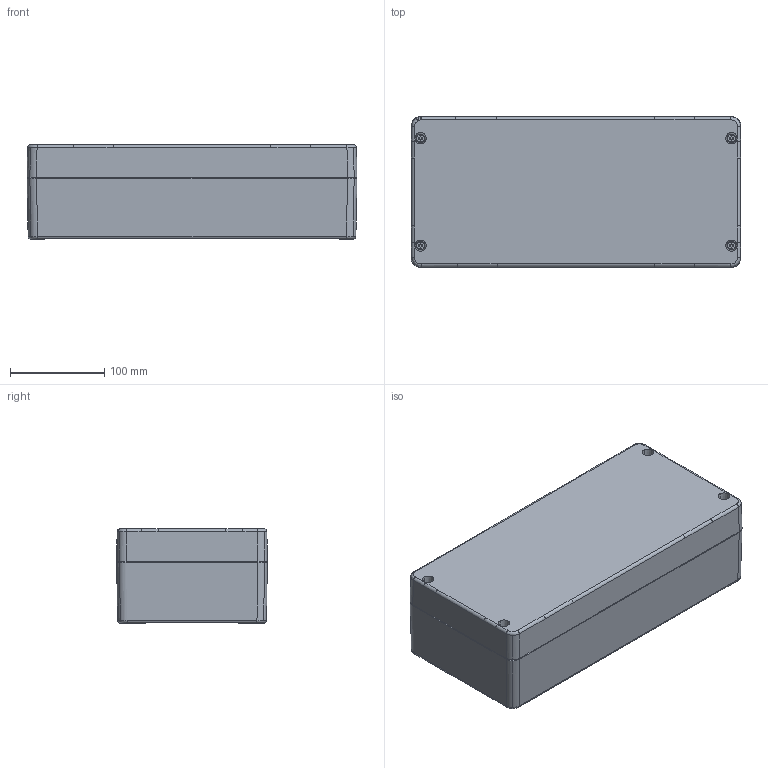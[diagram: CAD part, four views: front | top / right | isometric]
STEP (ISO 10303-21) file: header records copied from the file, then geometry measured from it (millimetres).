
FILE_DESCRIPTION(('CATIA V5R24 STEP','CAx-IF Rec.Pracs.--- Model Styling and Organization---1.2---2011-12-15'),'2;1');
FILE_NAME ('D1445887_1_0342600000_0342600000.stp','2018-04-11T11:21:15+00:00',('none'),('Weidmueller'),'CATIA Version 5-6 Release 2014 SP4 HF52','CATIA V5 STEP AP214','none');
FILE_SCHEMA(('AUTOMOTIVE_DESIGN { 1 0 10303 214 1 1 1 1 }'));
Length unit declared in the file: millimetre
Products named in the file (1): 03868_Zusammenbau_K7_Gehaeuse
Bounding box: 350 x 160 x 100 mm (x, y, z)
Volume: 991469.2 mm3; surface area: 456848.2 mm2
Topology: 9 solids, 9 shells, 1358 faces, 3443 edges, 2172 vertices
Faces by surface type: plane 482, cylinder 414, cone 230, torus 138, bspline 94
Entity records: 43336 total; most frequent: CARTESIAN_POINT 12378, ORIENTED_EDGE 6886, DIRECTION 4710, EDGE_CURVE 3443, AXIS2_PLACEMENT_3D 2187, VERTEX_POINT 2172, VECTOR 1602, LINE 1602
